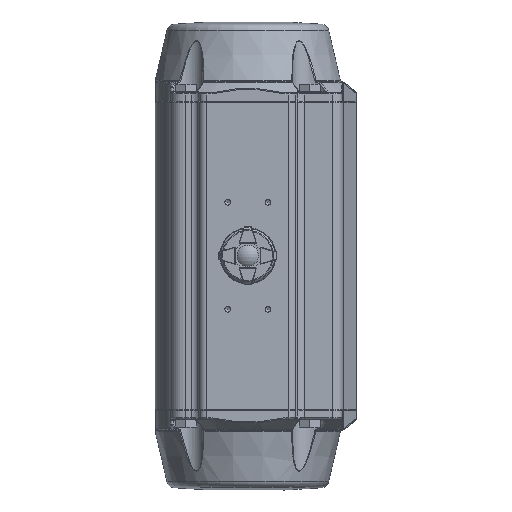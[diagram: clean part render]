
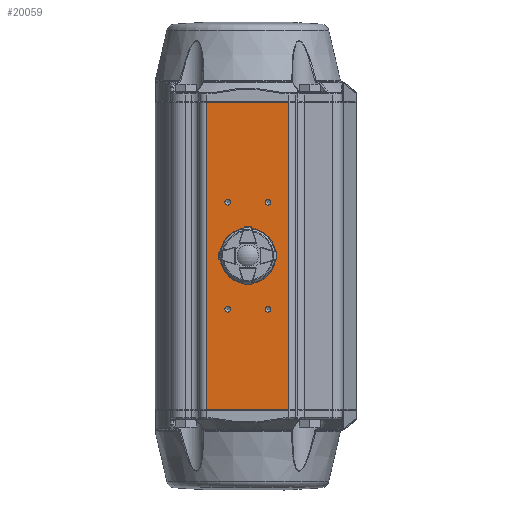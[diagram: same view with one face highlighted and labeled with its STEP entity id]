
A CAD part, top view. The second image highlights one B-rep face of the part: STEP entity #20059.
In plain terms, the highlighted face is planar.
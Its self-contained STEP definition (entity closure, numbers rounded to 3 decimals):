
#1291=LINE('',#31495,#2425);
#1350=LINE('',#31685,#2484);
#1372=LINE('',#31743,#2506);
#1373=LINE('',#31745,#2507);
#2425=VECTOR('',#24862,1000.);
#2484=VECTOR('',#25055,1000.);
#2506=VECTOR('',#25113,1000.);
#2507=VECTOR('',#25116,1000.);
#3862=PLANE('',#21656);
#6532=ORIENTED_EDGE('',*,*,#10884,.F.);
#6533=ORIENTED_EDGE('',*,*,#10885,.F.);
#6534=ORIENTED_EDGE('',*,*,#10886,.F.);
#6535=ORIENTED_EDGE('',*,*,#10887,.F.);
#6536=ORIENTED_EDGE('',*,*,#10888,.F.);
#6537=ORIENTED_EDGE('',*,*,#10787,.F.);
#6538=ORIENTED_EDGE('',*,*,#10759,.T.);
#6539=ORIENTED_EDGE('',*,*,#10788,.T.);
#6540=ORIENTED_EDGE('',*,*,#10664,.T.);
#10664=EDGE_CURVE('',#13095,#13099,#1291,.T.);
#10759=EDGE_CURVE('',#13162,#13158,#1350,.T.);
#10787=EDGE_CURVE('',#13162,#13099,#1372,.T.);
#10788=EDGE_CURVE('',#13158,#13095,#1373,.T.);
#10884=EDGE_CURVE('',#13234,#13234,#14461,.T.);
#10885=EDGE_CURVE('',#13235,#13235,#14462,.T.);
#10886=EDGE_CURVE('',#13236,#13236,#14463,.T.);
#10887=EDGE_CURVE('',#13237,#13237,#14464,.T.);
#10888=EDGE_CURVE('',#13238,#13238,#14465,.T.);
#13095=VERTEX_POINT('',#31482);
#13099=VERTEX_POINT('',#31494);
#13158=VERTEX_POINT('',#31670);
#13162=VERTEX_POINT('',#31682);
#13234=VERTEX_POINT('',#31939);
#13235=VERTEX_POINT('',#31941);
#13236=VERTEX_POINT('',#31943);
#13237=VERTEX_POINT('',#31945);
#13238=VERTEX_POINT('',#31947);
#14461=CIRCLE('',#21657,19.);
#14462=CIRCLE('',#21658,2.1);
#14463=CIRCLE('',#21659,2.1);
#14464=CIRCLE('',#21660,2.1);
#14465=CIRCLE('',#21661,2.1);
#15750=EDGE_LOOP('',(#6532));
#15751=EDGE_LOOP('',(#6533));
#15752=EDGE_LOOP('',(#6534));
#15753=EDGE_LOOP('',(#6535));
#15754=EDGE_LOOP('',(#6536));
#15755=EDGE_LOOP('',(#6537,#6538,#6539,#6540));
#17186=FACE_BOUND('',#15750,.T.);
#17187=FACE_BOUND('',#15751,.T.);
#17188=FACE_BOUND('',#15752,.T.);
#17189=FACE_BOUND('',#15753,.T.);
#17190=FACE_BOUND('',#15754,.T.);
#17191=FACE_BOUND('',#15755,.T.);
#20059=ADVANCED_FACE('',(#17186,#17187,#17188,#17189,#17190,#17191),#3862,
 .F.);
#21656=AXIS2_PLACEMENT_3D('',#31937,#25320,#25321);
#21657=AXIS2_PLACEMENT_3D('',#31938,#25322,#25323);
#21658=AXIS2_PLACEMENT_3D('',#31940,#25324,#25325);
#21659=AXIS2_PLACEMENT_3D('',#31942,#25326,#25327);
#21660=AXIS2_PLACEMENT_3D('',#31944,#25328,#25329);
#21661=AXIS2_PLACEMENT_3D('',#31946,#25330,#25331);
#24862=DIRECTION('',(-1.,0.,0.));
#25055=DIRECTION('',(1.,0.,0.));
#25113=DIRECTION('',(0.,0.,-1.));
#25116=DIRECTION('',(0.,0.,-1.));
#25320=DIRECTION('',(0.,-1.,0.));
#25321=DIRECTION('',(0.,0.,-1.));
#25322=DIRECTION('',(0.,1.,0.));
#25323=DIRECTION('',(0.,0.,-1.));
#25324=DIRECTION('',(0.,1.,0.));
#25325=DIRECTION('',(0.,0.,1.));
#25326=DIRECTION('',(0.,1.,0.));
#25327=DIRECTION('',(0.,0.,1.));
#25328=DIRECTION('',(0.,1.,0.));
#25329=DIRECTION('',(0.,0.,1.));
#25330=DIRECTION('',(0.,1.,0.));
#25331=DIRECTION('',(0.,0.,1.));
#31482=CARTESIAN_POINT('',(30.702,79.,-115.));
#31494=CARTESIAN_POINT('',(-30.702,79.,-115.));
#31495=CARTESIAN_POINT('',(-30.702,79.,-115.));
#31670=CARTESIAN_POINT('',(30.702,79.,115.));
#31682=CARTESIAN_POINT('',(-30.702,79.,115.));
#31685=CARTESIAN_POINT('',(30.702,79.,115.));
#31743=CARTESIAN_POINT('',(-30.702,79.,115.5));
#31745=CARTESIAN_POINT('',(30.702,79.,115.5));
#31937=CARTESIAN_POINT('',(-30.702,79.,115.5));
#31938=CARTESIAN_POINT('',(0.,79.,0.));
#31939=CARTESIAN_POINT('',(0.,79.,-19.));
#31940=CARTESIAN_POINT('',(-15.,79.,40.));
#31941=CARTESIAN_POINT('',(-15.,79.,42.1));
#31942=CARTESIAN_POINT('',(15.,79.,40.));
#31943=CARTESIAN_POINT('',(15.,79.,42.1));
#31944=CARTESIAN_POINT('',(15.,79.,-40.));
#31945=CARTESIAN_POINT('',(15.,79.,-37.9));
#31946=CARTESIAN_POINT('',(-15.,79.,-40.));
#31947=CARTESIAN_POINT('',(-15.,79.,-37.9));
